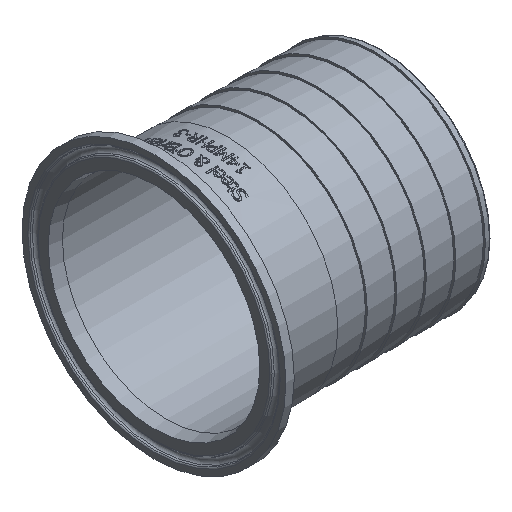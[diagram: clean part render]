
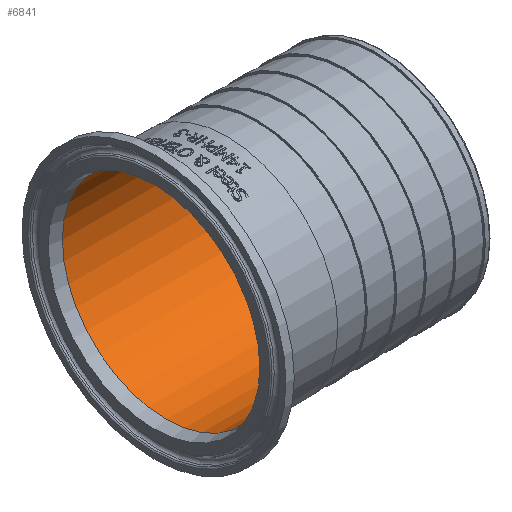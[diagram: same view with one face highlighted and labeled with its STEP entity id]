
A CAD part, isometric view. The second image highlights one B-rep face of the part: STEP entity #6841.
In plain terms, the highlighted cylindrical face has radius 35.712 mm (diameter 71.425 mm), a full revolution.
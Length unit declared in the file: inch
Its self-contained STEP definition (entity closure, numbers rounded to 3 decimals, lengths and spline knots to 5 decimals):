
#776=FACE_OUTER_BOUND('',#1186,.T.);
#1186=EDGE_LOOP('',(#6316,#6317,#6318,#6319,#6320,#6321,#6322));
#1663=LINE('',#15040,#2126);
#2126=VECTOR('',#8649,1.406);
#2319=CIRCLE('',#7291,1.406);
#2320=CIRCLE('',#7292,1.406);
#2324=CIRCLE('',#7296,1.406);
#2327=CIRCLE('',#7301,1.406);
#2328=CIRCLE('',#7302,1.406);
#3321=VERTEX_POINT('',#15022);
#3322=VERTEX_POINT('',#15023);
#3323=VERTEX_POINT('',#15025);
#3328=VERTEX_POINT('',#15039);
#3329=VERTEX_POINT('',#15041);
#4330=EDGE_CURVE('',#3321,#3322,#2319,.T.);
#4331=EDGE_CURVE('',#3322,#3323,#2320,.T.);
#4335=EDGE_CURVE('',#3323,#3321,#2324,.T.);
#4338=EDGE_CURVE('',#3322,#3328,#1663,.T.);
#4339=EDGE_CURVE('',#3329,#3328,#2327,.T.);
#4340=EDGE_CURVE('',#3328,#3329,#2328,.T.);
#6316=ORIENTED_EDGE('',*,*,#4330,.F.);
#6317=ORIENTED_EDGE('',*,*,#4335,.F.);
#6318=ORIENTED_EDGE('',*,*,#4331,.F.);
#6319=ORIENTED_EDGE('',*,*,#4338,.T.);
#6320=ORIENTED_EDGE('',*,*,#4339,.F.);
#6321=ORIENTED_EDGE('',*,*,#4340,.F.);
#6322=ORIENTED_EDGE('',*,*,#4338,.F.);
#6460=CYLINDRICAL_SURFACE('',#7300,1.406);
#6841=ADVANCED_FACE('',(#776),#6460,.F.);
#7291=AXIS2_PLACEMENT_3D('',#15024,#8629,#8630);
#7292=AXIS2_PLACEMENT_3D('',#15026,#8631,#8632);
#7296=AXIS2_PLACEMENT_3D('',#15032,#8639,#8640);
#7300=AXIS2_PLACEMENT_3D('',#15038,#8647,#8648);
#7301=AXIS2_PLACEMENT_3D('',#15042,#8650,#8651);
#7302=AXIS2_PLACEMENT_3D('',#15043,#8652,#8653);
#8629=DIRECTION('center_axis',(-1.,0.,0.));
#8630=DIRECTION('ref_axis',(0.,-1.,0.));
#8631=DIRECTION('center_axis',(-1.,0.,0.));
#8632=DIRECTION('ref_axis',(0.,-1.,0.));
#8639=DIRECTION('center_axis',(-1.,0.,0.));
#8640=DIRECTION('ref_axis',(0.,-1.,0.));
#8647=DIRECTION('center_axis',(1.,0.,0.));
#8648=DIRECTION('ref_axis',(0.,1.,0.));
#8649=DIRECTION('',(-1.,0.,0.));
#8650=DIRECTION('center_axis',(1.,0.,0.));
#8651=DIRECTION('ref_axis',(0.,1.,0.));
#8652=DIRECTION('center_axis',(1.,0.,0.));
#8653=DIRECTION('ref_axis',(0.,1.,0.));
#15022=CARTESIAN_POINT('',(3.063,1.406,0.));
#15023=CARTESIAN_POINT('',(3.063,-1.406,0.));
#15024=CARTESIAN_POINT('Origin',(3.063,0.,0.));
#15025=CARTESIAN_POINT('',(3.063,0.,1.406));
#15026=CARTESIAN_POINT('Origin',(3.063,0.,0.));
#15032=CARTESIAN_POINT('Origin',(3.063,0.,0.));
#15038=CARTESIAN_POINT('Origin',(1.62873,0.,
0.));
#15039=CARTESIAN_POINT('',(0.16447,-1.406,0.));
#15040=CARTESIAN_POINT('',(1.62873,-1.406,0.));
#15041=CARTESIAN_POINT('',(0.16447,1.406,0.));
#15042=CARTESIAN_POINT('Origin',(0.16447,0.,
0.));
#15043=CARTESIAN_POINT('Origin',(0.16447,0.,
0.));
